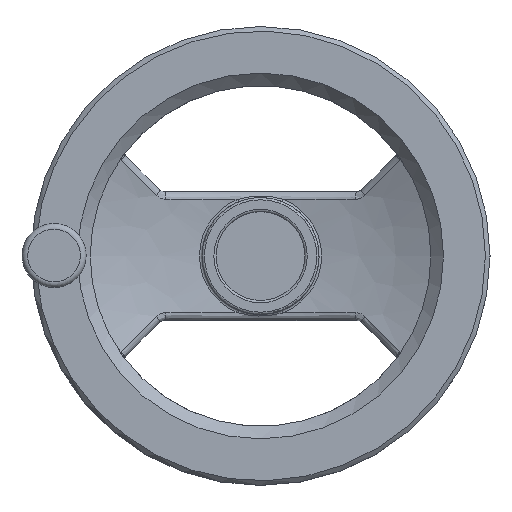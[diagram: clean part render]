
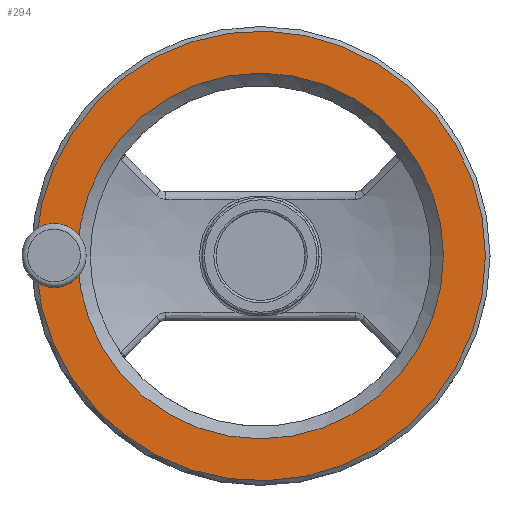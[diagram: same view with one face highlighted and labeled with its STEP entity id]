
A CAD part, top view. The second image highlights one B-rep face of the part: STEP entity #294.
In plain terms, the highlighted planar face has unit normal (0, 0, 1).
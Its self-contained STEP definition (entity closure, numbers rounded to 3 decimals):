
#294 = ADVANCED_FACE( '', ( #742, #743 ), #744, .F. );
#742 = FACE_OUTER_BOUND( '', #1981, .T. );
#743 = FACE_BOUND( '', #1982, .T. );
#744 = PLANE( '', #1983 );
#1981 = EDGE_LOOP( '', ( #6142, #6143 ) );
#1982 = EDGE_LOOP( '', ( #6144 ) );
#1983 = AXIS2_PLACEMENT_3D( '', #6145, #6146, #6147 );
#6142 = ORIENTED_EDGE( '', *, *, #7343, .F. );
#6143 = ORIENTED_EDGE( '', *, *, #7430, .T. );
#6144 = ORIENTED_EDGE( '', *, *, #7431, .F. );
#6145 = CARTESIAN_POINT( '', ( 0., 100., 46. ) );
#6146 = DIRECTION( '', ( 0., 0., -1. ) );
#6147 = DIRECTION( '', ( -1., 0., 0. ) );
#7343 = EDGE_CURVE( '', #7936, #7937, #7939, .F. );
#7430 = EDGE_CURVE( '', #7936, #7937, #8088, .F. );
#7431 = EDGE_CURVE( '', #8089, #8089, #8090, .T. );
#7936 = VERTEX_POINT( '', #8968 );
#7937 = VERTEX_POINT( '', #8969 );
#7939 = CIRCLE( '', #8971, 10. );
#8088 = CIRCLE( '', #9479, 98. );
#8089 = VERTEX_POINT( '', #9480 );
#8090 = CIRCLE( '', #9481, 79.72 );
#8968 = CARTESIAN_POINT( '', ( -97.8, -6.258, 46. ) );
#8969 = CARTESIAN_POINT( '', ( -97.8, 6.258, 46. ) );
#8971 = AXIS2_PLACEMENT_3D( '', #11953, #11954, #11955 );
#9479 = AXIS2_PLACEMENT_3D( '', #12052, #12053, #12054 );
#9480 = CARTESIAN_POINT( '', ( 79.72, 0., 46. ) );
#9481 = AXIS2_PLACEMENT_3D( '', #12055, #12056, #12057 );
#11953 = CARTESIAN_POINT( '', ( -90., 0., 46. ) );
#11954 = DIRECTION( '', ( 0., 0., -1. ) );
#11955 = DIRECTION( '', ( -1., 0., 0. ) );
#12052 = CARTESIAN_POINT( '', ( 0., 0., 46. ) );
#12053 = DIRECTION( '', ( 0., 0., -1. ) );
#12054 = DIRECTION( '', ( -1., 0., 0. ) );
#12055 = CARTESIAN_POINT( '', ( 0., 0., 46. ) );
#12056 = DIRECTION( '', ( 0., 0., 1. ) );
#12057 = DIRECTION( '', ( 1., 0., 0. ) );
